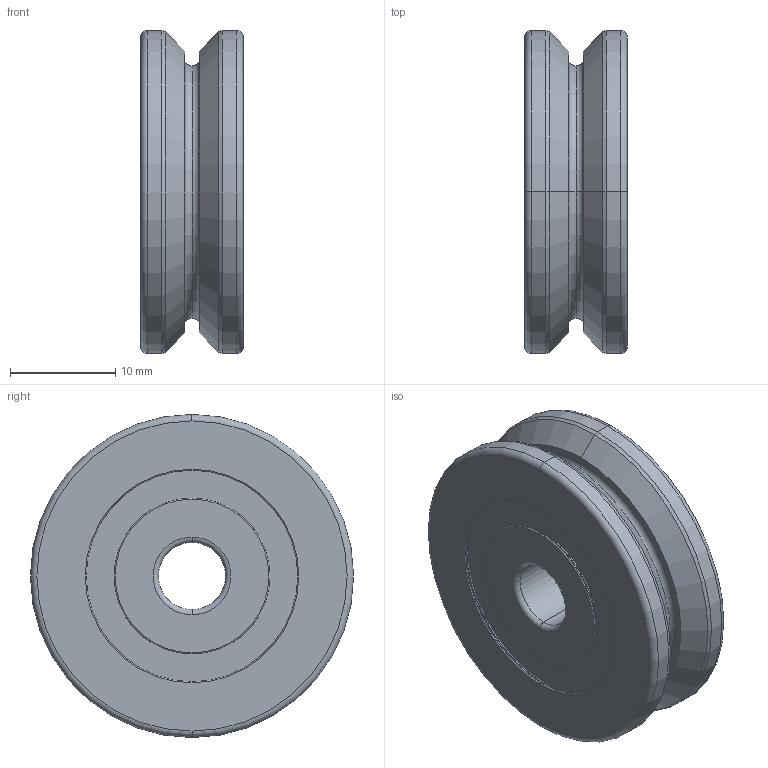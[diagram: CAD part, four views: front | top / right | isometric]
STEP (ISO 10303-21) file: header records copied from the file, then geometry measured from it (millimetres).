
FILE_DESCRIPTION (( 'STEP AP214' ), '1' );
FILE_NAME ('Radial_Wheel_W2RSSX.step', '2018-12-21T14:59:15', ( '' ), ( '' ), 'SwSTEP 2.0', 'SolidWorks 2018', '' );
FILE_SCHEMA (( 'AUTOMOTIVE_DESIGN' ));
Length unit declared in the file: inch
Products named in the file (1): Radial_Wheel_W2RSSX
Bounding box: 9.73 x 30.73 x 30.73 mm (x, y, z)
Volume: 5938.3 mm3; surface area: 3005.2 mm2
Topology: 1 solids, 1 shells, 74 faces, 148 edges, 86 vertices
Faces by surface type: torus 32, cylinder 22, plane 12, cone 8
Entity records: 1990 total; most frequent: DIRECTION 416, CARTESIAN_POINT 309, ORIENTED_EDGE 296, AXIS2_PLACEMENT_3D 193, EDGE_CURVE 148, CIRCLE 118, EDGE_LOOP 86, VERTEX_POINT 86
